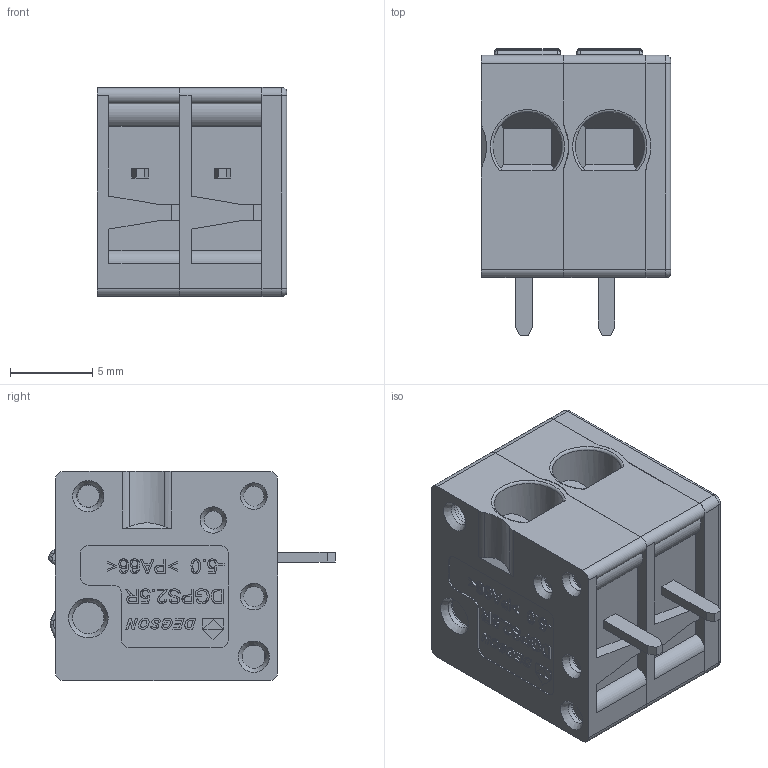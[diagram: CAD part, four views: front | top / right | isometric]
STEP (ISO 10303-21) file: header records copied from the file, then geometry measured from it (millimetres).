
FILE_DESCRIPTION(/* description */ ('Unknown'),/* implementation_level */ '2;1');
FILE_NAME(/* name */ 'DGPS2.5R-5.0-02P-1Y-00A&Z(H)-C',/* time_stamp */ '2022-03-15T11:51:19+08:00',/* author */ ('Unknown'),/* organization */ ('Unknown'),/* preprocessor_version */ 'ST-DEVELOPER v16.7',/* originating_system */ 'Solid Edge',/* authorisation */ 'Unknown');
FILE_SCHEMA (('AUTOMOTIVE_DESIGN {1 0 10303 214 3 1 1}'));
Length unit declared in the file: millimetre
Products named in the file (1): DGPS2.5R-5
Bounding box: 11.5 x 17.41 x 12.7 mm (x, y, z)
Volume: 1760.8 mm3; surface area: 2085.7 mm2
Topology: 3 solids, 3 shells, 1451 faces, 3855 edges, 2522 vertices
Faces by surface type: plane 1058, cylinder 198, bspline 71, cone 68, torus 54, sphere 2
Full cylindrical faces by diameter (mm): 1.1 x5, 1.2 x8, 1.22 x7, 1.3 x4, 1.32 x4, 1.4 x10, 1.5 x4, 1.52 x4, 1.9 x4, 2 x2, 2.02 x1
Entity records: 45633 total; most frequent: CARTESIAN_POINT 10556, ORIENTED_EDGE 7324, DIRECTION 6757, EDGE_CURVE 3662, LINE 2977, VECTOR 2977, VERTEX_POINT 2457, AXIS2_PLACEMENT_3D 1890
